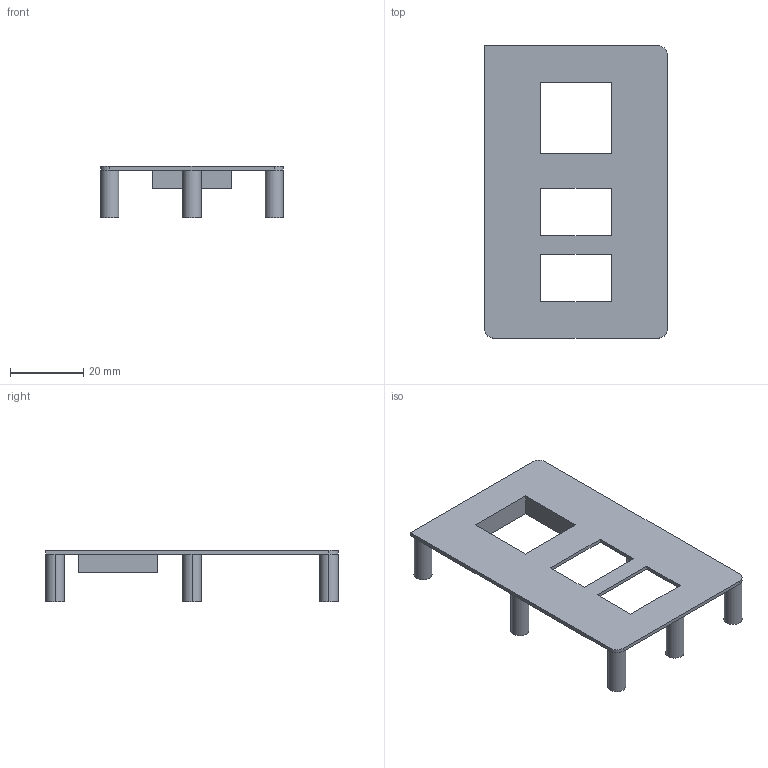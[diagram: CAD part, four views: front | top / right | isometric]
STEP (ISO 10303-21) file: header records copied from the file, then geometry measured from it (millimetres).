
FILE_DESCRIPTION (( 'STEP AP214' ), '1' );
FILE_NAME ('top-part.STEP', '2025-11-17T22:11:50', ( '' ), ( '' ), 'SwSTEP 2.0', 'SolidWorks 2025', '' );
FILE_SCHEMA (( 'AUTOMOTIVE_DESIGN' ));
Length unit declared in the file: millimetre
Products named in the file (1): top-part
Bounding box: 50 x 80 x 14 mm (x, y, z)
Volume: 5003.1 mm3; surface area: 9904.2 mm2
Topology: 1 solids, 1 shells, 75 faces, 174 edges, 110 vertices
Faces by surface type: plane 40, cylinder 35
Entity records: 2172 total; most frequent: DIRECTION 399, CARTESIAN_POINT 360, ORIENTED_EDGE 348, EDGE_CURVE 174, AXIS2_PLACEMENT_3D 149, VERTEX_POINT 110, VECTOR 101, LINE 101
